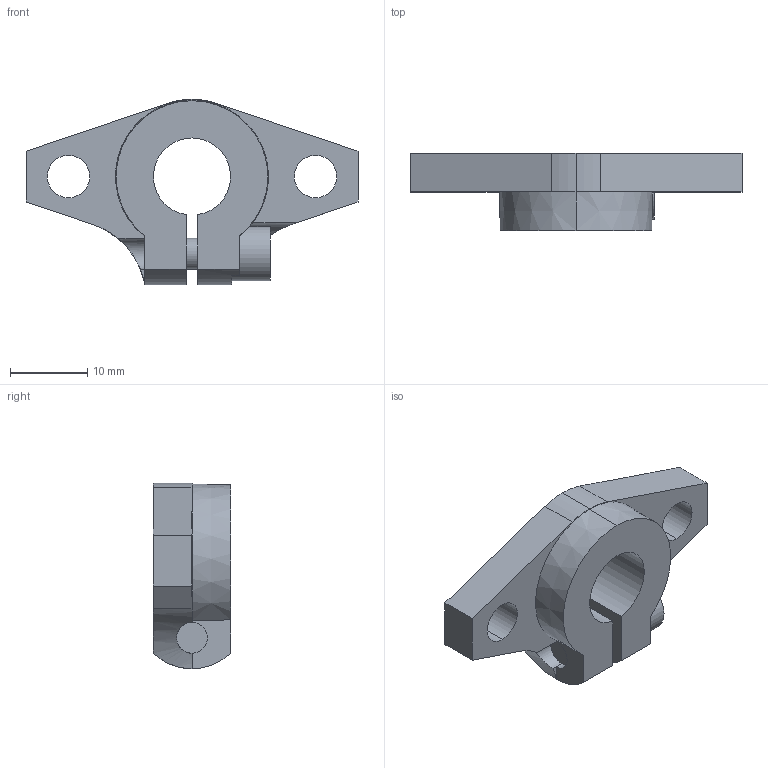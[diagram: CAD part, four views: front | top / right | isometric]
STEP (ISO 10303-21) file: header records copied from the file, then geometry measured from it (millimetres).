
FILE_DESCRIPTION (( 'STEP AP203' ), '1' );
FILE_NAME ('SMYHF10_203.STEP', '2013-01-06T09:56:32', ( 'guan-li' ), ( '' ), 'SwSTEP 2.0', 'SolidWorks 2007', '' );
FILE_SCHEMA (( 'CONFIG_CONTROL_DESIGN' ));
Length unit declared in the file: millimetre
Products named in the file (1): SMYHF10_203
Bounding box: 43 x 10 x 24 mm (x, y, z)
Volume: 3988.4 mm3; surface area: 2713.9 mm2
Topology: 1 solids, 1 shells, 50 faces, 133 edges, 87 vertices
Faces by surface type: plane 26, cylinder 22, cone 2
Entity records: 1724 total; most frequent: CARTESIAN_POINT 359, DIRECTION 274, ORIENTED_EDGE 266, EDGE_CURVE 133, AXIS2_PLACEMENT_3D 98, VERTEX_POINT 87, VECTOR 78, LINE 78
